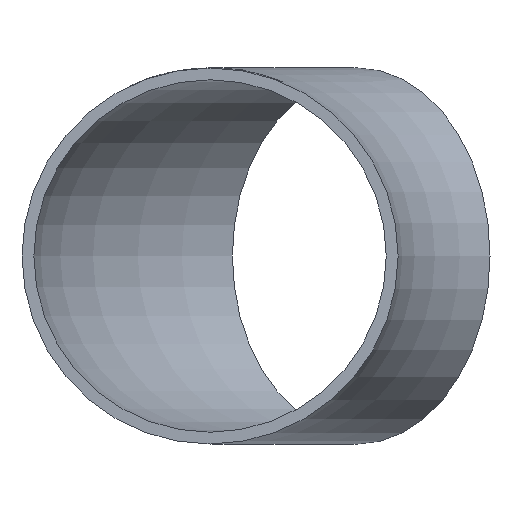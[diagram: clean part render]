
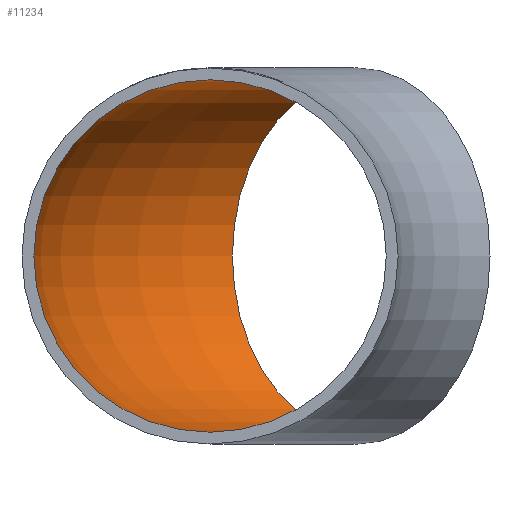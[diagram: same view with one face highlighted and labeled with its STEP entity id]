
A CAD part, front view. The second image highlights one B-rep face of the part: STEP entity #11234.
In plain terms, the highlighted toroidal (fillet/blend) face has major radius 152.5 mm and minor radius 53.55 mm.
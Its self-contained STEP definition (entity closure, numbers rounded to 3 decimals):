
#276 = DIRECTION ( 'NONE',  ( 0., 1., 0. ) ) ;
#1677 = CARTESIAN_POINT ( 'NONE',  ( -152.5, 0., 0. ) ) ;
#1729 = DIRECTION ( 'NONE',  ( 0., 0., -1. ) ) ;
#2430 = ORIENTED_EDGE ( 'NONE', *, *, #17406, .T. ) ;
#4232 = DIRECTION ( 'NONE',  ( 0., 0., 1. ) ) ;
#4309 = DIRECTION ( 'NONE',  ( 0.707, 0.707, 0. ) ) ;
#6885 = CIRCLE ( 'NONE', #16844, 53.55 ) ;
#7021 = CARTESIAN_POINT ( 'NONE',  ( 0., 0., 0. ) ) ;
#8475 = FACE_OUTER_BOUND ( 'NONE', #12575, .T. ) ;
#8662 = FACE_OUTER_BOUND ( 'NONE', #16578, .T. ) ;
#8725 = EDGE_CURVE ( 'NONE', #17253, #17253, #17541, .T. ) ;
#9886 = DIRECTION ( 'NONE',  ( -0.707, 0.707, 0. ) ) ;
#9988 = CARTESIAN_POINT ( 'NONE',  ( -152.5, 0., 53.55 ) ) ;
#10245 = VERTEX_POINT ( 'NONE', #15873 ) ;
#11234 = ADVANCED_FACE ( 'NONE', ( #8475, #8662 ), #13384, .F. ) ;
#11714 = ORIENTED_EDGE ( 'NONE', *, *, #8725, .F. ) ;
#11911 = AXIS2_PLACEMENT_3D ( 'NONE', #7021, #1729, #17124 ) ;
#12575 = EDGE_LOOP ( 'NONE', ( #2430 ) ) ;
#13384 = TOROIDAL_SURFACE ( 'NONE', #11911, 152.5, 53.55 ) ;
#15873 = CARTESIAN_POINT ( 'NONE',  ( -145.699, 145.699, 0. ) ) ;
#16067 = AXIS2_PLACEMENT_3D ( 'NONE', #1677, #276, #4232 ) ;
#16578 = EDGE_LOOP ( 'NONE', ( #11714 ) ) ;
#16844 = AXIS2_PLACEMENT_3D ( 'NONE', #16872, #4309, #9886 ) ;
#16872 = CARTESIAN_POINT ( 'NONE',  ( -107.834, 107.834, 0. ) ) ;
#17124 = DIRECTION ( 'NONE',  ( -1., 0., 0. ) ) ;
#17253 = VERTEX_POINT ( 'NONE', #9988 ) ;
#17406 = EDGE_CURVE ( 'NONE', #10245, #10245, #6885, .T. ) ;
#17541 = CIRCLE ( 'NONE', #16067, 53.55 ) ;
